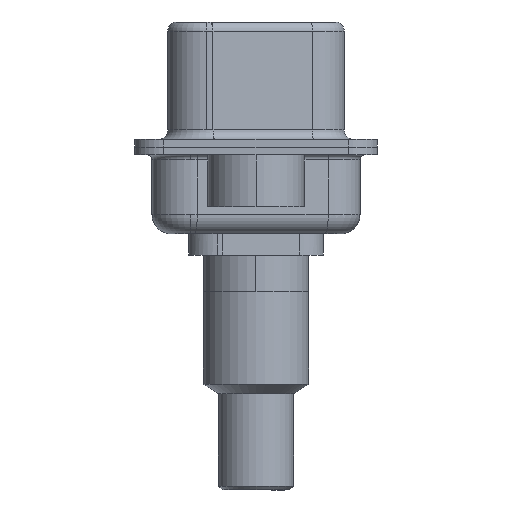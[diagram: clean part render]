
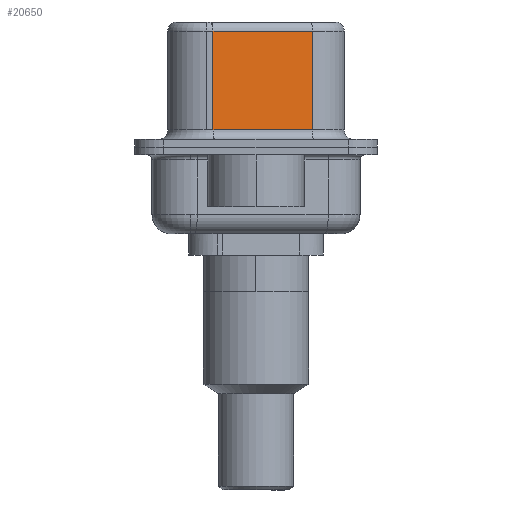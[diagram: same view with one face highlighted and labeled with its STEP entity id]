
A CAD part, left-side view. The second image highlights one B-rep face of the part: STEP entity #20650.
In plain terms, the highlighted planar face has unit normal (-0.985, -0.174, 0).
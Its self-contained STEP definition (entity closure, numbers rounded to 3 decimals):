
#184 = LINE ( 'NONE', #1855, #2072 ) ;
#536 = CARTESIAN_POINT ( 'NONE',  ( 3.67, 2.233, 6.02 ) ) ;
#725 = VERTEX_POINT ( 'NONE', #14831 ) ;
#1403 = EDGE_LOOP ( 'NONE', ( #15179, #13900, #7461, #10895 ) ) ;
#1855 = CARTESIAN_POINT ( 'NONE',  ( 3.67, 2.233, 6.52 ) ) ;
#2072 = VECTOR ( 'NONE', #6943, 1000. ) ;
#2284 = LINE ( 'NONE', #15979, #6883 ) ;
#2306 = VECTOR ( 'NONE', #15548, 1000. ) ;
#3250 = LINE ( 'NONE', #20693, #5444 ) ;
#3752 = DIRECTION ( 'NONE',  ( -0.174, 0.985, 0. ) ) ;
#4084 = EDGE_CURVE ( 'NONE', #16871, #11916, #3250, .T. ) ;
#4419 = CARTESIAN_POINT ( 'NONE',  ( 4.58, -2.927, 6.02 ) ) ;
#5444 = VECTOR ( 'NONE', #17135, 1000. ) ;
#5824 = FACE_OUTER_BOUND ( 'NONE', #1403, .T. ) ;
#6883 = VECTOR ( 'NONE', #19473, 1000. ) ;
#6943 = DIRECTION ( 'NONE',  ( 0., 0., -1. ) ) ;
#7461 = ORIENTED_EDGE ( 'NONE', *, *, #17786, .T. ) ;
#9898 = LINE ( 'NONE', #18868, #2306 ) ;
#10844 = PLANE ( 'NONE',  #18232 ) ;
#10895 = ORIENTED_EDGE ( 'NONE', *, *, #19234, .T. ) ;
#11916 = VERTEX_POINT ( 'NONE', #536 ) ;
#13900 = ORIENTED_EDGE ( 'NONE', *, *, #4084, .T. ) ;
#13977 = EDGE_CURVE ( 'NONE', #16871, #725, #2284, .T. ) ;
#14831 = CARTESIAN_POINT ( 'NONE',  ( 4.58, -2.927, 0.9 ) ) ;
#15179 = ORIENTED_EDGE ( 'NONE', *, *, #13977, .F. ) ;
#15548 = DIRECTION ( 'NONE',  ( 0.174, -0.985, 0. ) ) ;
#15979 = CARTESIAN_POINT ( 'NONE',  ( 4.58, -2.927, 6.52 ) ) ;
#16245 = CARTESIAN_POINT ( 'NONE',  ( 3.67, 2.233, 0.9 ) ) ;
#16871 = VERTEX_POINT ( 'NONE', #4419 ) ;
#17135 = DIRECTION ( 'NONE',  ( -0.174, 0.985, 0. ) ) ;
#17484 = DIRECTION ( 'NONE',  ( 0.985, 0.174, 0. ) ) ;
#17786 = EDGE_CURVE ( 'NONE', #11916, #20889, #184, .T. ) ;
#18232 = AXIS2_PLACEMENT_3D ( 'NONE', #21341, #17484, #3752 ) ;
#18868 = CARTESIAN_POINT ( 'NONE',  ( 4.58, -2.927, 0.9 ) ) ;
#19234 = EDGE_CURVE ( 'NONE', #20889, #725, #9898, .T. ) ;
#19473 = DIRECTION ( 'NONE',  ( 0., 0., -1. ) ) ;
#20650 = ADVANCED_FACE ( 'NONE', ( #5824 ), #10844, .F. ) ;
#20693 = CARTESIAN_POINT ( 'NONE',  ( 4.58, -2.927, 6.02 ) ) ;
#20889 = VERTEX_POINT ( 'NONE', #16245 ) ;
#21341 = CARTESIAN_POINT ( 'NONE',  ( 4.58, -2.927, 6.52 ) ) ;
